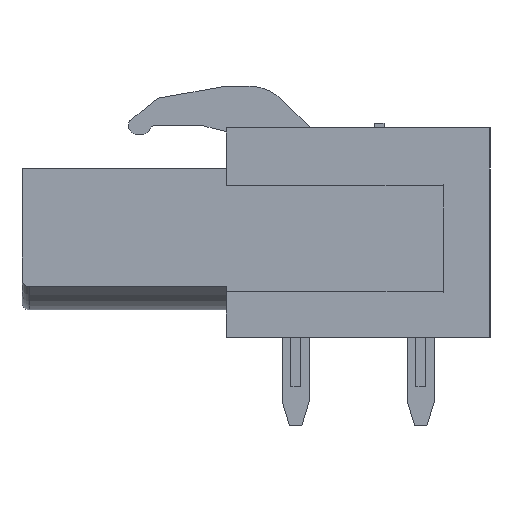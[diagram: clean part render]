
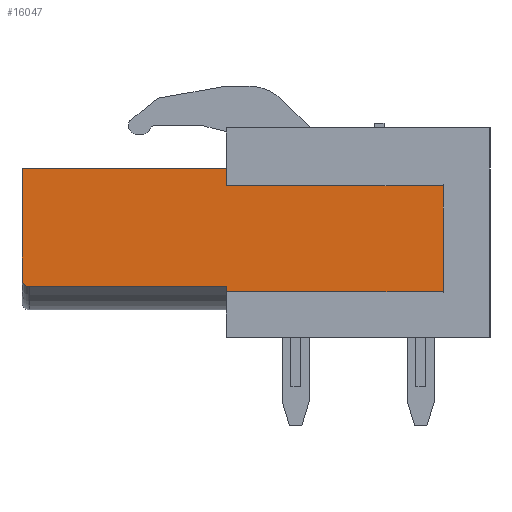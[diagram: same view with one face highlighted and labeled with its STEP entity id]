
A CAD part, left-side view. The second image highlights one B-rep face of the part: STEP entity #16047.
In plain terms, the highlighted planar face has unit normal (-1, 0, 0).
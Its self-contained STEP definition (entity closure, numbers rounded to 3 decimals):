
#4236=DIRECTION('',(0.,0.,-1.));
#4237=VECTOR('',#4236,0.71);
#4238=CARTESIAN_POINT('',(1.,10.7,2.06));
#4239=LINE('',#4238,#4237);
#5169=CARTESIAN_POINT('',(1.,18.7,2.36));
#5170=DIRECTION('',(-1.,0.,0.));
#5171=DIRECTION('',(0.,1.,0.));
#5172=AXIS2_PLACEMENT_3D('',#5169,#5170,#5171);
#5174=DIRECTION('',(0.,0.,1.));
#5175=VECTOR('',#5174,4.5);
#5176=CARTESIAN_POINT('',(1.,19.,2.36));
#5177=LINE('',#5176,#5175);
#5178=DIRECTION('',(0.,0.,-1.));
#5179=VECTOR('',#5178,0.21);
#5180=CARTESIAN_POINT('',(1.,10.7,6.86));
#5181=LINE('',#5180,#5179);
#5182=DIRECTION('',(0.,-1.,0.));
#5183=VECTOR('',#5182,8.8);
#5184=CARTESIAN_POINT('',(1.,10.7,6.65));
#5185=LINE('',#5184,#5183);
#5186=DIRECTION('',(0.,0.,-1.));
#5187=VECTOR('',#5186,5.3);
#5188=CARTESIAN_POINT('',(1.,1.9,6.65));
#5189=LINE('',#5188,#5187);
#5190=DIRECTION('',(0.,1.,0.));
#5191=VECTOR('',#5190,8.);
#5192=CARTESIAN_POINT('',(1.,10.7,2.06));
#5193=LINE('',#5192,#5191);
#5194=DIRECTION('',(0.,1.,0.));
#5195=VECTOR('',#5194,8.3);
#5196=CARTESIAN_POINT('',(1.,10.7,6.86));
#5197=LINE('',#5196,#5195);
#5742=DIRECTION('',(0.,-1.,0.));
#5743=VECTOR('',#5742,8.8);
#5744=CARTESIAN_POINT('',(1.,10.7,1.35));
#5745=LINE('',#5744,#5743);
#6776=CARTESIAN_POINT('',(1.,10.7,2.06));
#6777=CARTESIAN_POINT('',(1.,10.7,1.35));
#6778=VERTEX_POINT('',#6776);
#6779=VERTEX_POINT('',#6777);
#6780=CARTESIAN_POINT('',(1.,10.7,6.65));
#6781=CARTESIAN_POINT('',(1.,1.9,6.65));
#6782=VERTEX_POINT('',#6780);
#6783=VERTEX_POINT('',#6781);
#6784=CARTESIAN_POINT('',(1.,1.9,1.35));
#6785=VERTEX_POINT('',#6784);
#6786=CARTESIAN_POINT('',(1.,19.,6.86));
#6788=VERTEX_POINT('',#6786);
#6800=CARTESIAN_POINT('',(1.,10.7,6.86));
#6802=VERTEX_POINT('',#6800);
#7035=CARTESIAN_POINT('',(1.,19.,2.36));
#7036=CARTESIAN_POINT('',(1.,18.7,2.06));
#7037=VERTEX_POINT('',#7035);
#7038=VERTEX_POINT('',#7036);
#16026=CARTESIAN_POINT('',(1.,10.7,6.65));
#16027=DIRECTION('',(1.,0.,0.));
#16028=DIRECTION('',(0.,0.,-1.));
#16029=AXIS2_PLACEMENT_3D('',#16026,#16027,#16028);
#16030=PLANE('',#16029);
#16031=ORIENTED_EDGE('',*,*,#16017,.F.);
#16032=ORIENTED_EDGE('',*,*,#14938,.T.);
#16034=ORIENTED_EDGE('',*,*,#16033,.F.);
#16035=ORIENTED_EDGE('',*,*,#14678,.T.);
#16037=ORIENTED_EDGE('',*,*,#16036,.T.);
#16039=ORIENTED_EDGE('',*,*,#16038,.T.);
#16041=ORIENTED_EDGE('',*,*,#16040,.F.);
#16042=ORIENTED_EDGE('',*,*,#14784,.F.);
#16044=ORIENTED_EDGE('',*,*,#16043,.T.);
#16045=EDGE_LOOP('',(#16031,#16032,#16034,#16035,#16037,#16039,#16041,#16042,
#16044));
#16046=FACE_OUTER_BOUND('',#16045,.F.);
#16047=ADVANCED_FACE('',(#16046),#16030,.F.);
#5173=CIRCLE('',#5172,0.3);
#14678=EDGE_CURVE('',#6802,#6782,#5181,.T.);
#14784=EDGE_CURVE('',#6778,#6779,#4239,.T.);
#14938=EDGE_CURVE('',#7037,#6788,#5177,.T.);
#16017=EDGE_CURVE('',#7037,#7038,#5173,.T.);
#16033=EDGE_CURVE('',#6802,#6788,#5197,.T.);
#16036=EDGE_CURVE('',#6782,#6783,#5185,.T.);
#16038=EDGE_CURVE('',#6783,#6785,#5189,.T.);
#16040=EDGE_CURVE('',#6779,#6785,#5745,.T.);
#16043=EDGE_CURVE('',#6778,#7038,#5193,.T.);
